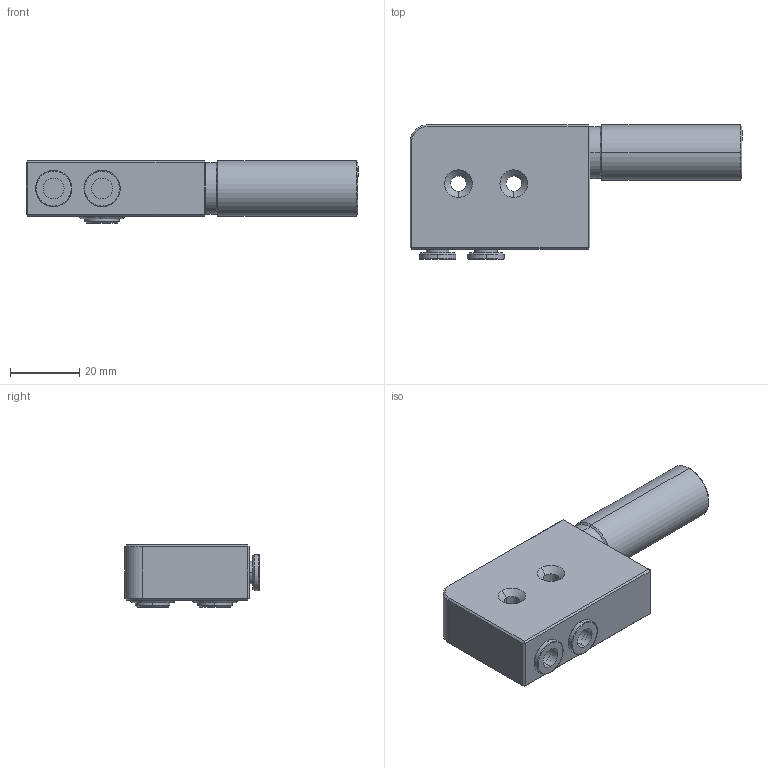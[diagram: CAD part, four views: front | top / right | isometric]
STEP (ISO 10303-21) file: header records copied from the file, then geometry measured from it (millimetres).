
FILE_DESCRIPTION (( 'STEP AP214' ), '1' );
FILE_NAME ('Vacuumjet.STP', '2011-11-22T09:43:02', ( 'ad' ), ( '' ), 'SwSTEP 2.0', 'SolidWorks 2010', '' );
FILE_SCHEMA (( 'AUTOMOTIVE_DESIGN' ));
Length unit declared in the file: millimetre
Products named in the file (4): Part-1; Part-2; Part-3; Vacuumjet
Assembly tree (3 placements, depth 2):
  Vacuumjet
    Part-1
    Part-3
    Part-2
Bounding box: 96 x 38.8 x 18 mm (x, y, z)
Volume: 31772.4 mm3; surface area: 12940.3 mm2
Topology: 3 solids, 3 shells, 121 faces, 264 edges, 166 vertices
Faces by surface type: plane 44, cylinder 43, cone 24, bspline 10
Entity records: 3936 total; most frequent: CARTESIAN_POINT 1067, DIRECTION 620, ORIENTED_EDGE 528, EDGE_CURVE 264, AXIS2_PLACEMENT_3D 255, VERTEX_POINT 166, EDGE_LOOP 146, CIRCLE 138
